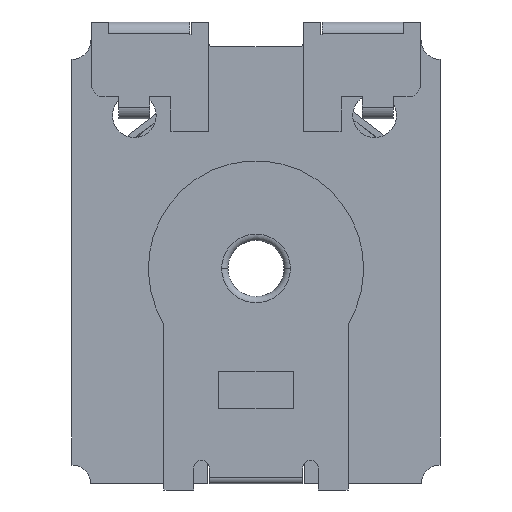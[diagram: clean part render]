
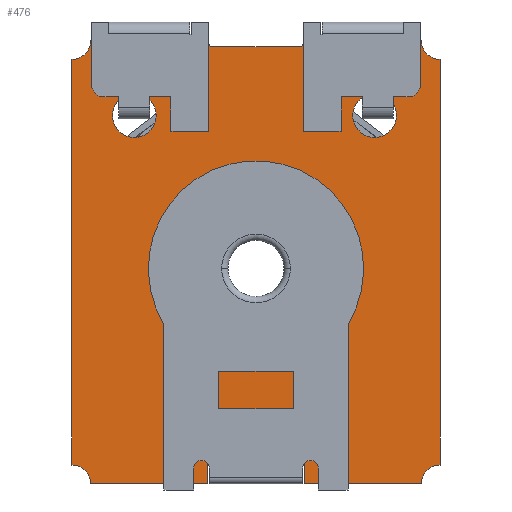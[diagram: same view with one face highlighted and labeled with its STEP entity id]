
A CAD part, front view. The second image highlights one B-rep face of the part: STEP entity #476.
In plain terms, the highlighted planar face has unit normal (0, -1, 0).
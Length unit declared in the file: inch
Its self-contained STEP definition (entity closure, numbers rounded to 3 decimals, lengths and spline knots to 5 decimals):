
#3=CARTESIAN_POINT('',(-0.039,0.,0.049));
#4=DIRECTION('',(0.,-1.,0.));
#5=DIRECTION('',(1.,0.,0.));
#6=AXIS2_PLACEMENT_3D('',#3,#4,#5);
#8=CARTESIAN_POINT('',(-0.039,0.,0.049));
#9=DIRECTION('',(0.,-1.,0.));
#10=DIRECTION('',(-1.,0.,0.));
#11=AXIS2_PLACEMENT_3D('',#8,#9,#10);
#13=CARTESIAN_POINT('',(0.038,0.,0.049));
#14=DIRECTION('',(0.,-1.,0.));
#15=DIRECTION('',(1.,0.,0.));
#16=AXIS2_PLACEMENT_3D('',#13,#14,#15);
#18=CARTESIAN_POINT('',(0.038,0.,0.049));
#19=DIRECTION('',(0.,-1.,0.));
#20=DIRECTION('',(-1.,0.,0.));
#21=AXIS2_PLACEMENT_3D('',#18,#19,#20);
#23=DIRECTION('',(-1.,0.,0.));
#24=VECTOR('',#23,0.027);
#25=CARTESIAN_POINT('',(0.0135,0.,0.071));
#26=LINE('',#25,#24);
#27=DIRECTION('',(1.,0.,0.));
#28=VECTOR('',#27,0.0375);
#29=CARTESIAN_POINT('',(0.0155,0.,0.073));
#30=LINE('',#29,#28);
#31=CARTESIAN_POINT('',(0.059,0.,0.073));
#32=DIRECTION('',(0.,-1.,0.));
#33=DIRECTION('',(-1.,0.,0.));
#34=AXIS2_PLACEMENT_3D('',#31,#32,#33);
#36=DIRECTION('',(0.,0.,-1.));
#37=VECTOR('',#36,0.13);
#38=CARTESIAN_POINT('',(0.059,0.,0.067));
#39=LINE('',#38,#37);
#40=CARTESIAN_POINT('',(0.059,0.,-0.069));
#41=DIRECTION('',(0.,-1.,0.));
#42=DIRECTION('',(0.,0.,1.));
#43=AXIS2_PLACEMENT_3D('',#40,#41,#42);
#45=DIRECTION('',(-1.,0.,0.));
#46=VECTOR('',#45,0.0375);
#47=CARTESIAN_POINT('',(0.053,0.,-0.069));
#48=LINE('',#47,#46);
#49=DIRECTION('',(0.,0.,1.));
#50=VECTOR('',#49,0.008);
#51=CARTESIAN_POINT('',(0.0155,0.,-0.069));
#52=LINE('',#51,#50);
#53=DIRECTION('',(1.,0.,0.));
#54=VECTOR('',#53,0.027);
#55=CARTESIAN_POINT('',(-0.0135,0.,-0.059));
#56=LINE('',#55,#54);
#57=DIRECTION('',(0.,0.,1.));
#58=VECTOR('',#57,0.008);
#59=CARTESIAN_POINT('',(-0.0155,0.,-0.069));
#60=LINE('',#59,#58);
#61=DIRECTION('',(-1.,0.,0.));
#62=VECTOR('',#61,0.0375);
#63=CARTESIAN_POINT('',(-0.0155,0.,-0.069));
#64=LINE('',#63,#62);
#65=CARTESIAN_POINT('',(-0.059,0.,-0.069));
#66=DIRECTION('',(0.,-1.,0.));
#67=DIRECTION('',(1.,0.,0.));
#68=AXIS2_PLACEMENT_3D('',#65,#66,#67);
#70=DIRECTION('',(0.,0.,1.));
#71=VECTOR('',#70,0.13);
#72=CARTESIAN_POINT('',(-0.059,0.,-0.063));
#73=LINE('',#72,#71);
#74=CARTESIAN_POINT('',(-0.059,0.,0.073));
#75=DIRECTION('',(0.,-1.,0.));
#76=DIRECTION('',(0.,0.,-1.));
#77=AXIS2_PLACEMENT_3D('',#74,#75,#76);
#79=DIRECTION('',(1.,0.,0.));
#80=VECTOR('',#79,0.0375);
#81=CARTESIAN_POINT('',(-0.053,0.,0.073));
#82=LINE('',#81,#80);
#83=CARTESIAN_POINT('',(0.,0.,0.));
#84=DIRECTION('',(0.,-1.,0.));
#85=DIRECTION('',(1.,0.,0.));
#86=AXIS2_PLACEMENT_3D('',#83,#84,#85);
#88=CARTESIAN_POINT('',(0.,0.,0.));
#89=DIRECTION('',(0.,-1.,0.));
#90=DIRECTION('',(-1.,0.,0.));
#91=AXIS2_PLACEMENT_3D('',#88,#89,#90);
#220=CARTESIAN_POINT('',(-0.0135,0.,0.073));
#221=DIRECTION('',(0.,1.,0.));
#222=DIRECTION('',(0.,0.,-1.));
#223=AXIS2_PLACEMENT_3D('',#220,#221,#222);
#238=CARTESIAN_POINT('',(0.0135,0.,0.073));
#239=DIRECTION('',(0.,1.,0.));
#240=DIRECTION('',(1.,0.,0.));
#241=AXIS2_PLACEMENT_3D('',#238,#239,#240);
#276=CARTESIAN_POINT('',(-0.0135,0.,-0.061));
#277=DIRECTION('',(0.,1.,0.));
#278=DIRECTION('',(-1.,0.,0.));
#279=AXIS2_PLACEMENT_3D('',#276,#277,#278);
#294=CARTESIAN_POINT('',(0.0135,0.,-0.061));
#295=DIRECTION('',(0.,1.,0.));
#296=DIRECTION('',(0.,0.,1.));
#297=AXIS2_PLACEMENT_3D('',#294,#295,#296);
#319=CARTESIAN_POINT('',(-0.0155,0.,-0.069));
#321=VERTEX_POINT('',#319);
#323=CARTESIAN_POINT('',(0.0155,0.,-0.069));
#325=VERTEX_POINT('',#323);
#327=CARTESIAN_POINT('',(-0.053,0.,-0.069));
#328=CARTESIAN_POINT('',(-0.059,0.,-0.063));
#329=VERTEX_POINT('',#327);
#330=VERTEX_POINT('',#328);
#335=CARTESIAN_POINT('',(0.059,0.,-0.063));
#336=CARTESIAN_POINT('',(0.053,0.,-0.069));
#337=VERTEX_POINT('',#335);
#338=VERTEX_POINT('',#336);
#343=CARTESIAN_POINT('',(-0.059,0.,0.067));
#344=CARTESIAN_POINT('',(-0.053,0.,0.073));
#345=VERTEX_POINT('',#343);
#346=VERTEX_POINT('',#344);
#351=CARTESIAN_POINT('',(0.053,0.,0.073));
#352=CARTESIAN_POINT('',(0.059,0.,0.067));
#353=VERTEX_POINT('',#351);
#354=VERTEX_POINT('',#352);
#359=CARTESIAN_POINT('',(-0.032,0.,0.049));
#360=CARTESIAN_POINT('',(-0.046,0.,0.049));
#361=VERTEX_POINT('',#359);
#362=VERTEX_POINT('',#360);
#367=CARTESIAN_POINT('',(0.045,0.,0.049));
#368=CARTESIAN_POINT('',(0.031,0.,0.049));
#369=VERTEX_POINT('',#367);
#370=VERTEX_POINT('',#368);
#376=CARTESIAN_POINT('',(-0.0155,0.,0.073));
#378=VERTEX_POINT('',#376);
#380=CARTESIAN_POINT('',(-0.0135,0.,0.071));
#382=VERTEX_POINT('',#380);
#384=CARTESIAN_POINT('',(0.0135,0.,0.071));
#386=VERTEX_POINT('',#384);
#388=CARTESIAN_POINT('',(0.0155,0.,0.073));
#390=VERTEX_POINT('',#388);
#392=CARTESIAN_POINT('',(-0.0135,0.,-0.059));
#394=VERTEX_POINT('',#392);
#396=CARTESIAN_POINT('',(-0.0155,0.,-0.061));
#398=VERTEX_POINT('',#396);
#400=CARTESIAN_POINT('',(0.0155,0.,-0.061));
#402=VERTEX_POINT('',#400);
#404=CARTESIAN_POINT('',(0.0135,0.,-0.059));
#406=VERTEX_POINT('',#404);
#407=CARTESIAN_POINT('',(0.013,0.,0.));
#408=CARTESIAN_POINT('',(-0.013,0.,0.));
#409=VERTEX_POINT('',#407);
#410=VERTEX_POINT('',#408);
#415=CARTESIAN_POINT('',(0.,0.,0.));
#416=DIRECTION('',(0.,1.,0.));
#417=DIRECTION('',(1.,0.,0.));
#418=AXIS2_PLACEMENT_3D('',#415,#416,#417);
#419=PLANE('',#418);
#421=ORIENTED_EDGE('',*,*,#420,.F.);
#423=ORIENTED_EDGE('',*,*,#422,.F.);
#425=ORIENTED_EDGE('',*,*,#424,.T.);
#427=ORIENTED_EDGE('',*,*,#426,.T.);
#429=ORIENTED_EDGE('',*,*,#428,.T.);
#431=ORIENTED_EDGE('',*,*,#430,.T.);
#433=ORIENTED_EDGE('',*,*,#432,.T.);
#435=ORIENTED_EDGE('',*,*,#434,.T.);
#437=ORIENTED_EDGE('',*,*,#436,.F.);
#439=ORIENTED_EDGE('',*,*,#438,.F.);
#441=ORIENTED_EDGE('',*,*,#440,.F.);
#443=ORIENTED_EDGE('',*,*,#442,.F.);
#445=ORIENTED_EDGE('',*,*,#444,.T.);
#447=ORIENTED_EDGE('',*,*,#446,.T.);
#449=ORIENTED_EDGE('',*,*,#448,.T.);
#451=ORIENTED_EDGE('',*,*,#450,.T.);
#453=ORIENTED_EDGE('',*,*,#452,.T.);
#455=ORIENTED_EDGE('',*,*,#454,.F.);
#456=EDGE_LOOP('',(#421,#423,#425,#427,#429,#431,#433,#435,#437,#439,#441,#443,
#445,#447,#449,#451,#453,#455));
#457=FACE_OUTER_BOUND('',#456,.F.);
#459=ORIENTED_EDGE('',*,*,#458,.T.);
#461=ORIENTED_EDGE('',*,*,#460,.T.);
#462=EDGE_LOOP('',(#459,#461));
#463=FACE_BOUND('',#462,.F.);
#465=ORIENTED_EDGE('',*,*,#464,.T.);
#467=ORIENTED_EDGE('',*,*,#466,.T.);
#468=EDGE_LOOP('',(#465,#467));
#469=FACE_BOUND('',#468,.F.);
#471=ORIENTED_EDGE('',*,*,#470,.T.);
#473=ORIENTED_EDGE('',*,*,#472,.T.);
#474=EDGE_LOOP('',(#471,#473));
#475=FACE_BOUND('',#474,.F.);
#7=CIRCLE('',#6,0.007);
#12=CIRCLE('',#11,0.007);
#17=CIRCLE('',#16,0.007);
#22=CIRCLE('',#21,0.007);
#35=CIRCLE('',#34,0.006);
#44=CIRCLE('',#43,0.006);
#69=CIRCLE('',#68,0.006);
#78=CIRCLE('',#77,0.006);
#87=CIRCLE('',#86,0.013);
#92=CIRCLE('',#91,0.013);
#224=CIRCLE('',#223,0.002);
#242=CIRCLE('',#241,0.002);
#280=CIRCLE('',#279,0.002);
#298=CIRCLE('',#297,0.002);
#420=EDGE_CURVE('',#386,#382,#26,.T.);
#422=EDGE_CURVE('',#390,#386,#242,.T.);
#424=EDGE_CURVE('',#390,#353,#30,.T.);
#426=EDGE_CURVE('',#353,#354,#35,.T.);
#428=EDGE_CURVE('',#354,#337,#39,.T.);
#430=EDGE_CURVE('',#337,#338,#44,.T.);
#432=EDGE_CURVE('',#338,#325,#48,.T.);
#434=EDGE_CURVE('',#325,#402,#52,.T.);
#436=EDGE_CURVE('',#406,#402,#298,.T.);
#438=EDGE_CURVE('',#394,#406,#56,.T.);
#440=EDGE_CURVE('',#398,#394,#280,.T.);
#442=EDGE_CURVE('',#321,#398,#60,.T.);
#444=EDGE_CURVE('',#321,#329,#64,.T.);
#446=EDGE_CURVE('',#329,#330,#69,.T.);
#448=EDGE_CURVE('',#330,#345,#73,.T.);
#450=EDGE_CURVE('',#345,#346,#78,.T.);
#452=EDGE_CURVE('',#346,#378,#82,.T.);
#454=EDGE_CURVE('',#382,#378,#224,.T.);
#458=EDGE_CURVE('',#369,#370,#17,.T.);
#460=EDGE_CURVE('',#370,#369,#22,.T.);
#464=EDGE_CURVE('',#361,#362,#7,.T.);
#466=EDGE_CURVE('',#362,#361,#12,.T.);
#470=EDGE_CURVE('',#409,#410,#87,.T.);
#472=EDGE_CURVE('',#410,#409,#92,.T.);
#476=ADVANCED_FACE('',(#457,#463,#469,#475),#419,.F.);
